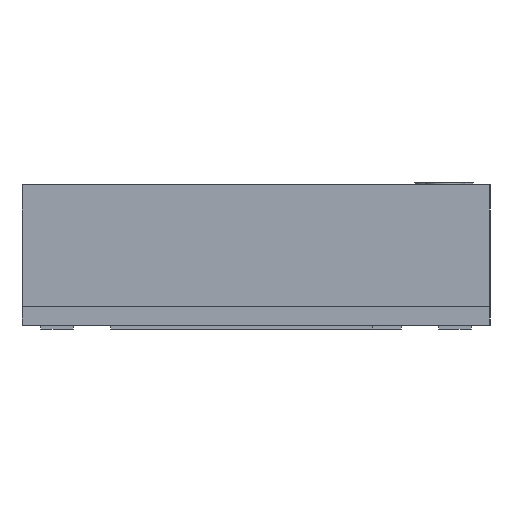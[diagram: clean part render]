
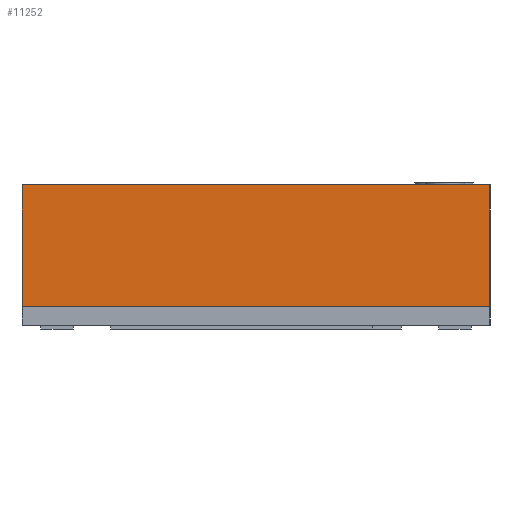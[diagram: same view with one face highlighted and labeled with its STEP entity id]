
A CAD part, left-side view. The second image highlights one B-rep face of the part: STEP entity #11252.
In plain terms, the highlighted planar face has unit normal (-1, 0, 0).
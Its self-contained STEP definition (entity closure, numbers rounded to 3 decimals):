
#534 = VECTOR ( 'NONE', #12290, 1000. ) ;
#994 = ORIENTED_EDGE ( 'NONE', *, *, #9770, .F. ) ;
#1004 = CARTESIAN_POINT ( 'NONE',  ( -1.25, 1.25, 0.65 ) ) ;
#1111 = EDGE_CURVE ( 'NONE', #9599, #14150, #1914, .T. ) ;
#1914 = LINE ( 'NONE', #7483, #9338 ) ;
#2249 = EDGE_CURVE ( 'NONE', #14150, #9085, #13390, .T. ) ;
#2285 = VECTOR ( 'NONE', #7507, 1000. ) ;
#3320 = ORIENTED_EDGE ( 'NONE', *, *, #2249, .T. ) ;
#3321 = DIRECTION ( 'NONE',  ( 0., 0., -1. ) ) ;
#3975 = ORIENTED_EDGE ( 'NONE', *, *, #11191, .F. ) ;
#4833 = VECTOR ( 'NONE', #5599, 1000. ) ;
#5430 = CARTESIAN_POINT ( 'NONE',  ( -1.25, 1.25, 0.65 ) ) ;
#5599 = DIRECTION ( 'NONE',  ( 0., -1., 0. ) ) ;
#5897 = CARTESIAN_POINT ( 'NONE',  ( -1.25, 1.25, 0. ) ) ;
#7483 = CARTESIAN_POINT ( 'NONE',  ( -1.25, 1.25, 0.65 ) ) ;
#7507 = DIRECTION ( 'NONE',  ( 0., 0., -1. ) ) ;
#7663 = EDGE_LOOP ( 'NONE', ( #3320, #3975, #994, #12758 ) ) ;
#7835 = CARTESIAN_POINT ( 'NONE',  ( -1.25, 1.25, 0. ) ) ;
#7948 = CARTESIAN_POINT ( 'NONE',  ( -1.25, 1.25, 0.65 ) ) ;
#8093 = LINE ( 'NONE', #7948, #4833 ) ;
#8450 = LINE ( 'NONE', #14170, #2285 ) ;
#8708 = DIRECTION ( 'NONE',  ( 0., 0., -1. ) ) ;
#8731 = PLANE ( 'NONE',  #11854 ) ;
#9085 = VERTEX_POINT ( 'NONE', #11594 ) ;
#9338 = VECTOR ( 'NONE', #8708, 1000. ) ;
#9599 = VERTEX_POINT ( 'NONE', #5430 ) ;
#9770 = EDGE_CURVE ( 'NONE', #9599, #13831, #8093, .T. ) ;
#11191 = EDGE_CURVE ( 'NONE', #13831, #9085, #8450, .T. ) ;
#11215 = FACE_OUTER_BOUND ( 'NONE', #7663, .T. ) ;
#11252 = ADVANCED_FACE ( 'NONE', ( #11215 ), #8731, .F. ) ;
#11594 = CARTESIAN_POINT ( 'NONE',  ( -1.25, -1.25, 0. ) ) ;
#11854 = AXIS2_PLACEMENT_3D ( 'NONE', #1004, #13345, #3321 ) ;
#12290 = DIRECTION ( 'NONE',  ( 0., -1., 0. ) ) ;
#12758 = ORIENTED_EDGE ( 'NONE', *, *, #1111, .T. ) ;
#13121 = CARTESIAN_POINT ( 'NONE',  ( -1.25, -1.25, 0.65 ) ) ;
#13345 = DIRECTION ( 'NONE',  ( 1., 0., 0. ) ) ;
#13390 = LINE ( 'NONE', #7835, #534 ) ;
#13831 = VERTEX_POINT ( 'NONE', #13121 ) ;
#14150 = VERTEX_POINT ( 'NONE', #5897 ) ;
#14170 = CARTESIAN_POINT ( 'NONE',  ( -1.25, -1.25, 0.65 ) ) ;
